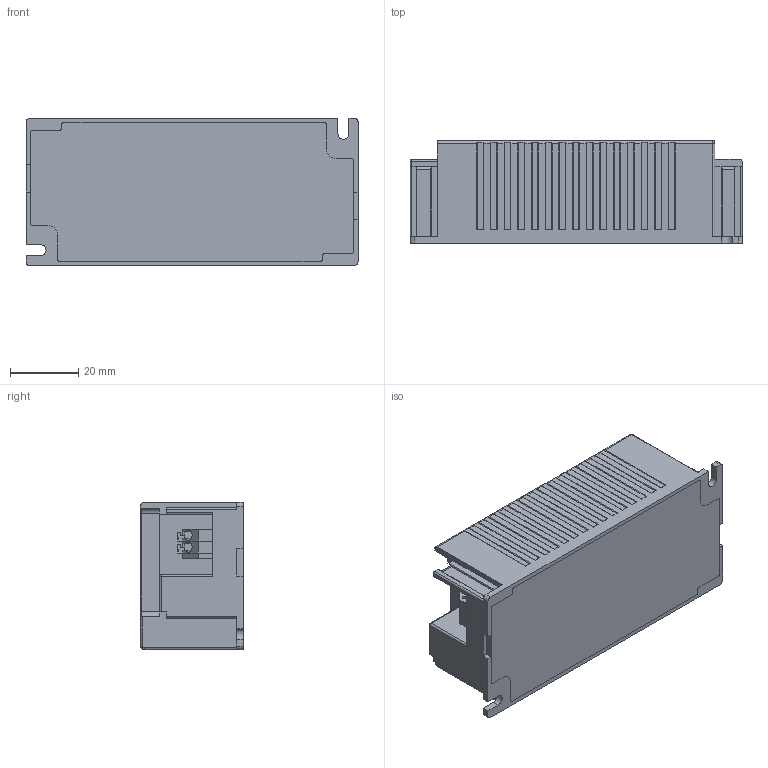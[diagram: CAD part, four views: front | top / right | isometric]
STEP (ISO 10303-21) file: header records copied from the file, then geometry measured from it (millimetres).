
FILE_DESCRIPTION(('FreeCAD Model'),'2;1');
FILE_NAME('LC20MINI-CC-250-500_2.stp','2020-05-11T09:50:57',( 'Author'),(''),'Open CASCADE STEP processor 7.3','FreeCAD','Unknown' );
FILE_SCHEMA(('AUTOMOTIVE_DESIGN { 1 0 10303 214 1 1 1 1 }'));
Length unit declared in the file: millimetre
Products named in the file (8): LC20MINI-CC-250-500; COVER; 40W-PCB; DA250_P1-21489_1_A_003; DA250_P4-19812_1_A_002; BOMA-4; BOTTOM-1120; DA250_P2-14081_1_A_1
Assembly tree (10 placements, depth 2):
  LC20MINI-CC-250-500
    COVER
    40W-PCB
    DA250_P1-21489_1_A_003  x3
    DA250_P4-19812_1_A_002  x2
    BOMA-4
    BOTTOM-1120
    DA250_P2-14081_1_A_1
Bounding box: 97 x 30 x 43 mm (x, y, z)
Volume: 26572.1 mm3; surface area: 45201.5 mm2
Topology: 10 solids, 10 shells, 962 faces, 2823 edges, 1946 vertices
Faces by surface type: plane 622, cylinder 278, extrusion 50, torus 6, cone 2, sphere 2, bspline 2
Entity records: 64824 total; most frequent: CARTESIAN_POINT 20800, DIRECTION 7934, VECTOR 5227, LINE 5177, ORIENTED_EDGE 4466, PCURVE 4466, DEFINITIONAL_REPRESENTATION 4466, EDGE_CURVE 2233
